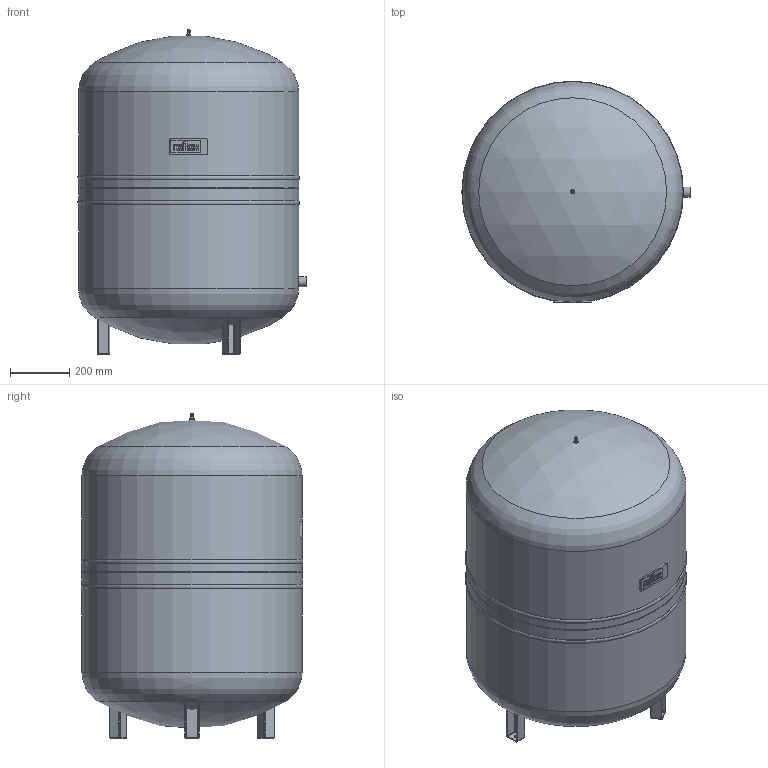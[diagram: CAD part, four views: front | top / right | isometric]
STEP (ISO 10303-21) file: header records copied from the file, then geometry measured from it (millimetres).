
FILE_DESCRIPTION(/* description */ (''),/* implementation_level */ '2;1');
FILE_NAME(/* name */ '3d_ReflexN400_6bar_gray-8218000.stp',/* time_stamp */ '2022-06-13T07:48:44+02:00',/* author */ ('Andrzej'),/* organization */ (''),/* preprocessor_version */ 'ST-DEVELOPER v16.13',/* originating_system */ 'AutoCAD Mechanical',/* authorisation */ '');
FILE_SCHEMA (('AUTOMOTIVE_DESIGN { 1 0 10303 214 3 1 1 }'));
Length unit declared in the file: millimetre
Products named in the file (1): Product
Bounding box: 767.48 x 744.97 x 1092.97 mm (x, y, z)
Volume: 391738437.4 mm3; surface area: 4609478.6 mm2
Topology: 17 solids, 17 shells, 330 faces, 789 edges, 491 vertices
Faces by surface type: plane 147, cylinder 137, torus 23, sphere 14, cone 7, bspline 2
Full cylindrical faces by diameter (mm): 6 x1, 6.23 x1, 8 x1, 8.06 x1, 10 x1, 11 x1, 13.4 x3, 14 x1, 25.7 x1, 33.7 x1, 740 x6
Entity records: 9392 total; most frequent: DIRECTION 1714, CARTESIAN_POINT 1619, ORIENTED_EDGE 1482, EDGE_CURVE 741, AXIS2_PLACEMENT_3D 646, VERTEX_POINT 491, LINE 422, VECTOR 422
